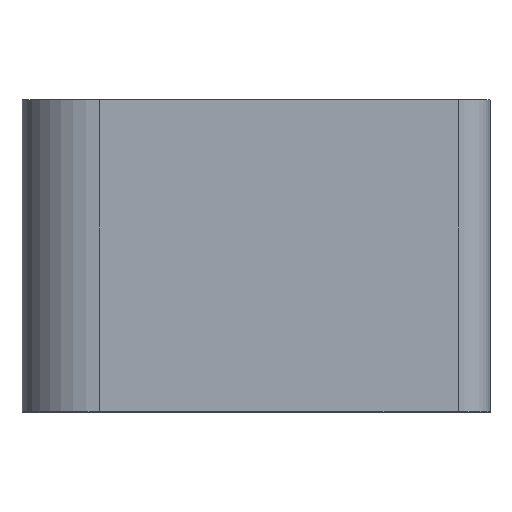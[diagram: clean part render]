
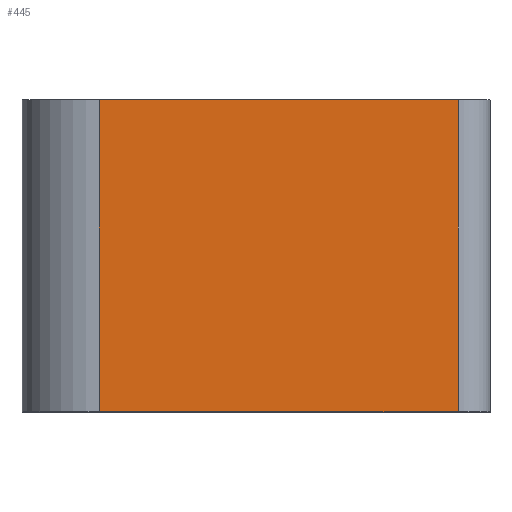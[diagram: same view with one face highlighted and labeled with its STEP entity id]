
A CAD part, top view. The second image highlights one B-rep face of the part: STEP entity #445.
In plain terms, the highlighted face is planar.
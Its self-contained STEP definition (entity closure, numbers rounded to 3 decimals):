
#28=PLANE('',#500);
#40=LINE('',#657,#84);
#51=LINE('',#695,#95);
#67=LINE('',#739,#111);
#68=LINE('',#741,#112);
#84=VECTOR('',#527,1000.);
#95=VECTOR('',#558,1000.);
#111=VECTOR('',#602,1000.);
#112=VECTOR('',#605,1000.);
#189=ORIENTED_EDGE('',*,*,#273,.T.);
#190=ORIENTED_EDGE('',*,*,#296,.F.);
#191=ORIENTED_EDGE('',*,*,#297,.T.);
#192=ORIENTED_EDGE('',*,*,#255,.T.);
#255=EDGE_CURVE('',#318,#316,#40,.T.);
#273=EDGE_CURVE('',#316,#334,#51,.T.);
#296=EDGE_CURVE('',#348,#334,#67,.T.);
#297=EDGE_CURVE('',#348,#318,#68,.T.);
#316=VERTEX_POINT('',#655);
#318=VERTEX_POINT('',#658);
#334=VERTEX_POINT('',#694);
#348=VERTEX_POINT('',#738);
#386=EDGE_LOOP('',(#189,#190,#191,#192));
#412=FACE_BOUND('',#386,.T.);
#445=ADVANCED_FACE('',(#412),#28,.T.);
#500=AXIS2_PLACEMENT_3D('',#740,#603,#604);
#527=DIRECTION('',(1.,0.,0.));
#558=DIRECTION('',(0.,0.,-1.));
#602=DIRECTION('',(1.,0.,0.));
#603=DIRECTION('',(0.,1.,0.));
#604=DIRECTION('',(0.,0.,1.));
#605=DIRECTION('',(0.,0.,1.));
#655=CARTESIAN_POINT('',(1.,3.,2.796));
#657=CARTESIAN_POINT('',(-1.04,3.,2.796));
#658=CARTESIAN_POINT('',(-1.,3.,2.796));
#694=CARTESIAN_POINT('',(1.,3.,0.496));
#695=CARTESIAN_POINT('',(1.,3.,0.45));
#738=CARTESIAN_POINT('',(-1.,3.,0.496));
#739=CARTESIAN_POINT('',(-1.04,3.,0.496));
#740=CARTESIAN_POINT('',(-1.04,3.,0.45));
#741=CARTESIAN_POINT('',(-1.,3.,3.06));
